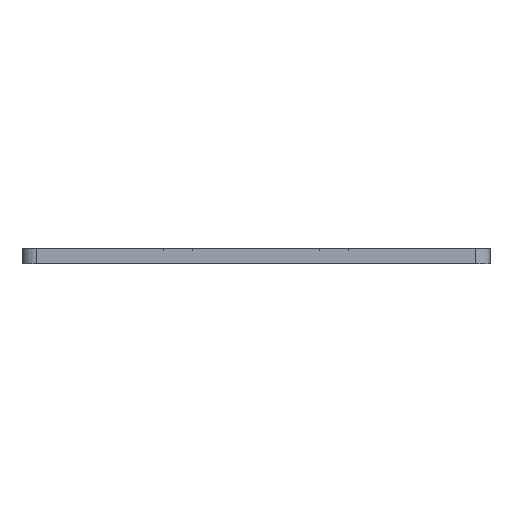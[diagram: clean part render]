
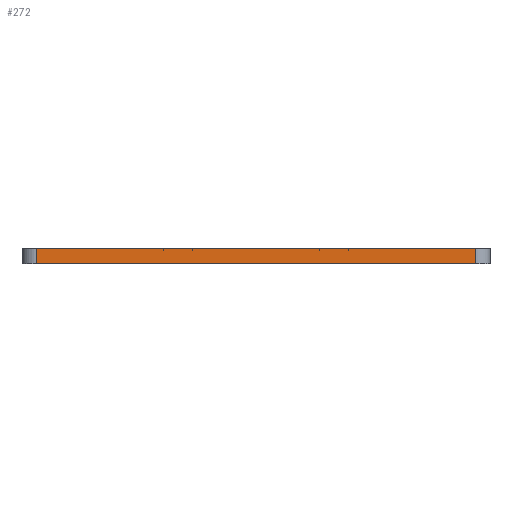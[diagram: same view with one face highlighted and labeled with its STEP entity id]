
A CAD part, front view. The second image highlights one B-rep face of the part: STEP entity #272.
In plain terms, the highlighted planar face has unit normal (0, -1, 0).
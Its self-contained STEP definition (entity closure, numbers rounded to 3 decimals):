
#272=ADVANCED_FACE('',(#660),#5674,.T.);
#660=FACE_OUTER_BOUND('',#1027,.T.);
#1027=EDGE_LOOP('',(#2340,#2341,#2342,#2343));
#2340=ORIENTED_EDGE('',*,*,#3531,.F.);
#2341=ORIENTED_EDGE('',*,*,#3532,.F.);
#2342=ORIENTED_EDGE('',*,*,#3533,.F.);
#2343=ORIENTED_EDGE('',*,*,#2866,.F.);
#2866=EDGE_CURVE('',#4856,#4857,#4250,.T.);
#3531=EDGE_CURVE('',#5286,#4856,#4723,.T.);
#3532=EDGE_CURVE('',#5287,#5286,#4724,.T.);
#3533=EDGE_CURVE('',#4857,#5287,#4725,.T.);
#4250=B_SPLINE_CURVE_WITH_KNOTS('',1,(#9414,#9415),.UNSPECIFIED.,.F.,.F.,
(2,2),(0.,118.),.UNSPECIFIED.);
#4723=B_SPLINE_CURVE_WITH_KNOTS('',1,(#10936,#10937),.UNSPECIFIED.,.F.,
 .F.,(2,2),(-4.15,0.),.UNSPECIFIED.);
#4724=B_SPLINE_CURVE_WITH_KNOTS('',1,(#10938,#10939),.UNSPECIFIED.,.F.,
 .F.,(2,2),(-118.,0.),.UNSPECIFIED.);
#4725=B_SPLINE_CURVE_WITH_KNOTS('',1,(#10940,#10941),.UNSPECIFIED.,.F.,
 .F.,(2,2),(-4.15,0.),.UNSPECIFIED.);
#4856=VERTEX_POINT('',#8894);
#4857=VERTEX_POINT('',#8895);
#5286=VERTEX_POINT('',#9324);
#5287=VERTEX_POINT('',#9325);
#5674=PLANE('',#6000);
#6000=AXIS2_PLACEMENT_3D('',#8462,#6525,$);
#6525=DIRECTION('',(0.,-1.,0.));
#8462=CARTESIAN_POINT('',(112.8,-21.,-0.415));
#8894=CARTESIAN_POINT('',(101.,-21.,0.));
#8895=CARTESIAN_POINT('',(-17.,-21.,0.));
#9324=CARTESIAN_POINT('',(101.,-21.,4.15));
#9325=CARTESIAN_POINT('',(-17.,-21.,4.15));
#9414=CARTESIAN_POINT('',(101.,-21.,0.));
#9415=CARTESIAN_POINT('',(-17.,-21.,0.));
#10936=CARTESIAN_POINT('',(101.,-21.,4.15));
#10937=CARTESIAN_POINT('',(101.,-21.,0.));
#10938=CARTESIAN_POINT('',(-17.,-21.,4.15));
#10939=CARTESIAN_POINT('',(101.,-21.,4.15));
#10940=CARTESIAN_POINT('',(-17.,-21.,0.));
#10941=CARTESIAN_POINT('',(-17.,-21.,4.15));
